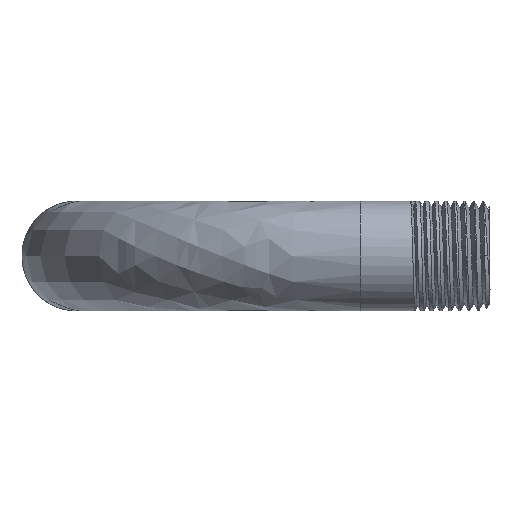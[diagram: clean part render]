
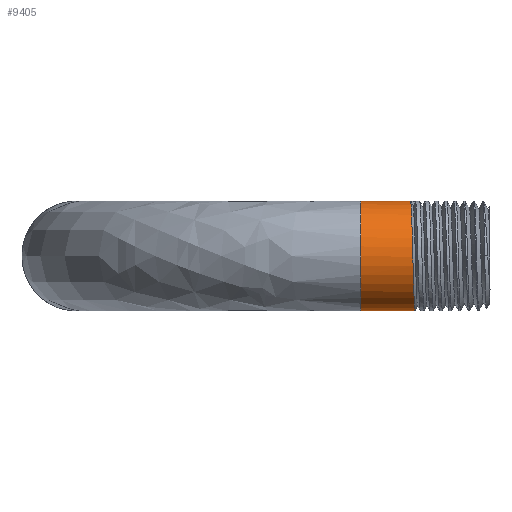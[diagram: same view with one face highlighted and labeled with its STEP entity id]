
A CAD part, left-side view. The second image highlights one B-rep face of the part: STEP entity #9405.
In plain terms, the highlighted cylindrical face has radius 10.65 mm (diameter 21.3 mm), a partial arc.
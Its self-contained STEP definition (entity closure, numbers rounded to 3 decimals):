
#96 = LINE ( 'NONE', #7573, #1844 ) ;
#241 = CARTESIAN_POINT ( 'NONE',  ( -60.336, -9.757, 9.224 ) ) ;
#288 = VERTEX_POINT ( 'NONE', #6328 ) ;
#328 = CIRCLE ( 'NONE', #3236, 10.65 ) ;
#463 = CARTESIAN_POINT ( 'NONE',  ( -56.4, -9.646, 10.581 ) ) ;
#588 = DIRECTION ( 'NONE',  ( 0., 0., -1. ) ) ;
#627 = ORIENTED_EDGE ( 'NONE', *, *, #1563, .T. ) ;
#689 = CARTESIAN_POINT ( 'NONE',  ( -59.72, -9.738, 9.553 ) ) ;
#969 = CARTESIAN_POINT ( 'NONE',  ( -65.088, -10.143, -3.432 ) ) ;
#1057 = CARTESIAN_POINT ( 'NONE',  ( -55.704, -9.628, 10.65 ) ) ;
#1106 = CARTESIAN_POINT ( 'NONE',  ( -63.027, -9.849, 7.033 ) ) ;
#1229 = CARTESIAN_POINT ( 'NONE',  ( -55., -9.609, 10.65 ) ) ;
#1444 = CARTESIAN_POINT ( 'NONE',  ( -65.094, -9.959, 3.414 ) ) ;
#1563 = EDGE_CURVE ( 'NONE', #3508, #4039, #5170, .T. ) ;
#1844 = VECTOR ( 'NONE', #6582, 1000. ) ;
#2029 = CARTESIAN_POINT ( 'NONE',  ( -58.445, -9.702, 10.101 ) ) ;
#2058 = ORIENTED_EDGE ( 'NONE', *, *, #7900, .T. ) ;
#2183 = CYLINDRICAL_SURFACE ( 'NONE', #8708, 10.65 ) ;
#2425 = VECTOR ( 'NONE', #4552, 1000. ) ;
#2603 = EDGE_CURVE ( 'NONE', #288, #4039, #96, .T. ) ;
#3038 = CARTESIAN_POINT ( 'NONE',  ( -65.292, -10.124, -2.761 ) ) ;
#3170 = ORIENTED_EDGE ( 'NONE', *, *, #4282, .T. ) ;
#3236 = AXIS2_PLACEMENT_3D ( 'NONE', #8290, #3673, #9041 ) ;
#3508 = VERTEX_POINT ( 'NONE', #6924 ) ;
#3673 = DIRECTION ( 'NONE',  ( 0., -1., 0. ) ) ;
#3762 = CARTESIAN_POINT ( 'NONE',  ( -65.38, -9.987, 2.409 ) ) ;
#3876 = CARTESIAN_POINT ( 'NONE',  ( -65.65, -10.042, 0.341 ) ) ;
#3969 = LINE ( 'NONE', #8362, #2425 ) ;
#4039 = VERTEX_POINT ( 'NONE', #4805 ) ;
#4238 = CARTESIAN_POINT ( 'NONE',  ( -64.969, -10.152, -3.763 ) ) ;
#4282 = EDGE_CURVE ( 'NONE', #7248, #3508, #3969, .T. ) ;
#4435 = FACE_OUTER_BOUND ( 'NONE', #5799, .T. ) ;
#4552 = DIRECTION ( 'NONE',  ( 0., -1., 0. ) ) ;
#4805 = CARTESIAN_POINT ( 'NONE',  ( -55., -9.609, 10.65 ) ) ;
#5073 = CARTESIAN_POINT ( 'NONE',  ( -65.296, -9.977, 2.746 ) ) ;
#5170 = B_SPLINE_CURVE_WITH_KNOTS ( 'NONE', 3,
 ( #7345, #7308, #7426, #7363, #7458, #7474, #7508, #7527, #7182, #7543, #7562, #7580, #7599, #7615, #7634, #7647, #7680, #7722, #7757, #4238, #969, #3038, #9127, #7951, #8142, #3876, #6813, #9672, #8105, #3762, #5073, #1444, #6537, #9142, #9516, #9467, #1106, #9306, #6389, #5919, #241, #689, #9729, #2029, #7903, #463, #1057, #1229 ),
 .UNSPECIFIED., .F., .F.,
 ( 4, 2, 2, 2, 2, 2, 2, 2, 2, 2, 2, 2, 2, 2, 2, 2, 2, 2, 2, 2, 2, 2, 2, 4 ),
 ( 0.505, 0.507, 0.508, 0.51, 0.511, 0.512, 0.514, 0.515, 0.516, 0.518, 0.519, 0.52, 0.522, 0.523, 0.524, 0.525, 0.526, 0.528, 0.53, 0.533, 0.534, 0.535, 0.537, 0.539 ),
 .UNSPECIFIED. ) ;
#5799 = EDGE_LOOP ( 'NONE', ( #8260, #2058, #3170, #627 ) ) ;
#5871 = CARTESIAN_POINT ( 'NONE',  ( -55., 500000., 0. ) ) ;
#5919 = CARTESIAN_POINT ( 'NONE',  ( -60.639, -9.766, 9.042 ) ) ;
#6328 = CARTESIAN_POINT ( 'NONE',  ( -55., 0., 10.65 ) ) ;
#6389 = CARTESIAN_POINT ( 'NONE',  ( -61.509, -9.794, 8.458 ) ) ;
#6537 = CARTESIAN_POINT ( 'NONE',  ( -64.976, -9.95, 3.746 ) ) ;
#6582 = DIRECTION ( 'NONE',  ( 0., -1., 0. ) ) ;
#6632 = DIRECTION ( 'NONE',  ( 0., -1., 0. ) ) ;
#6813 = CARTESIAN_POINT ( 'NONE',  ( -65.633, -10.032, 0.692 ) ) ;
#6924 = CARTESIAN_POINT ( 'NONE',  ( -55., -10.492, -10.65 ) ) ;
#7182 = CARTESIAN_POINT ( 'NONE',  ( -59.707, -10.363, -9.56 ) ) ;
#7248 = VERTEX_POINT ( 'NONE', #8007 ) ;
#7308 = CARTESIAN_POINT ( 'NONE',  ( -55.695, -10.473, -10.65 ) ) ;
#7345 = CARTESIAN_POINT ( 'NONE',  ( -55., -10.492, -10.65 ) ) ;
#7363 = CARTESIAN_POINT ( 'NONE',  ( -57.414, -10.427, -10.379 ) ) ;
#7426 = CARTESIAN_POINT ( 'NONE',  ( -56.386, -10.455, -10.583 ) ) ;
#7458 = CARTESIAN_POINT ( 'NONE',  ( -57.757, -10.418, -10.293 ) ) ;
#7474 = CARTESIAN_POINT ( 'NONE',  ( -58.425, -10.4, -10.09 ) ) ;
#7508 = CARTESIAN_POINT ( 'NONE',  ( -58.752, -10.391, -9.973 ) ) ;
#7527 = CARTESIAN_POINT ( 'NONE',  ( -59.393, -10.372, -9.708 ) ) ;
#7543 = CARTESIAN_POINT ( 'NONE',  ( -60.321, -10.345, -9.232 ) ) ;
#7562 = CARTESIAN_POINT ( 'NONE',  ( -60.622, -10.336, -9.052 ) ) ;
#7573 = CARTESIAN_POINT ( 'NONE',  ( -55., 500000., 10.65 ) ) ;
#7580 = CARTESIAN_POINT ( 'NONE',  ( -61.498, -10.308, -8.467 ) ) ;
#7599 = CARTESIAN_POINT ( 'NONE',  ( -62.034, -10.29, -8.026 ) ) ;
#7615 = CARTESIAN_POINT ( 'NONE',  ( -62.771, -10.262, -7.291 ) ) ;
#7634 = CARTESIAN_POINT ( 'NONE',  ( -63.005, -10.253, -7.033 ) ) ;
#7647 = CARTESIAN_POINT ( 'NONE',  ( -63.45, -10.235, -6.492 ) ) ;
#7680 = CARTESIAN_POINT ( 'NONE',  ( -63.66, -10.225, -6.209 ) ) ;
#7722 = CARTESIAN_POINT ( 'NONE',  ( -64.241, -10.198, -5.34 ) ) ;
#7757 = CARTESIAN_POINT ( 'NONE',  ( -64.568, -10.179, -4.728 ) ) ;
#7900 = EDGE_CURVE ( 'NONE', #288, #7248, #328, .T. ) ;
#7903 = CARTESIAN_POINT ( 'NONE',  ( -57.779, -9.683, 10.305 ) ) ;
#7951 = CARTESIAN_POINT ( 'NONE',  ( -65.58, -10.088, -1.402 ) ) ;
#8007 = CARTESIAN_POINT ( 'NONE',  ( -55., 0., -10.65 ) ) ;
#8105 = CARTESIAN_POINT ( 'NONE',  ( -65.515, -10.005, 1.729 ) ) ;
#8142 = CARTESIAN_POINT ( 'NONE',  ( -65.649, -10.069, -0.711 ) ) ;
#8260 = ORIENTED_EDGE ( 'NONE', *, *, #2603, .F. ) ;
#8290 = CARTESIAN_POINT ( 'NONE',  ( -55., 0., 0. ) ) ;
#8362 = CARTESIAN_POINT ( 'NONE',  ( -55., 500000., -10.65 ) ) ;
#8708 = AXIS2_PLACEMENT_3D ( 'NONE', #5871, #6632, #588 ) ;
#9041 = DIRECTION ( 'NONE',  ( 0., 0., -1. ) ) ;
#9127 = CARTESIAN_POINT ( 'NONE',  ( -65.376, -10.115, -2.423 ) ) ;
#9142 = CARTESIAN_POINT ( 'NONE',  ( -64.575, -9.922, 4.716 ) ) ;
#9306 = CARTESIAN_POINT ( 'NONE',  ( -62.045, -9.812, 8.018 ) ) ;
#9405 = ADVANCED_FACE ( 'NONE', ( #4435 ), #2183, .T. ) ;
#9467 = CARTESIAN_POINT ( 'NONE',  ( -63.477, -9.867, 6.485 ) ) ;
#9516 = CARTESIAN_POINT ( 'NONE',  ( -64.248, -9.904, 5.328 ) ) ;
#9672 = CARTESIAN_POINT ( 'NONE',  ( -65.565, -10.014, 1.385 ) ) ;
#9729 = CARTESIAN_POINT ( 'NONE',  ( -59.406, -9.729, 9.702 ) ) ;
